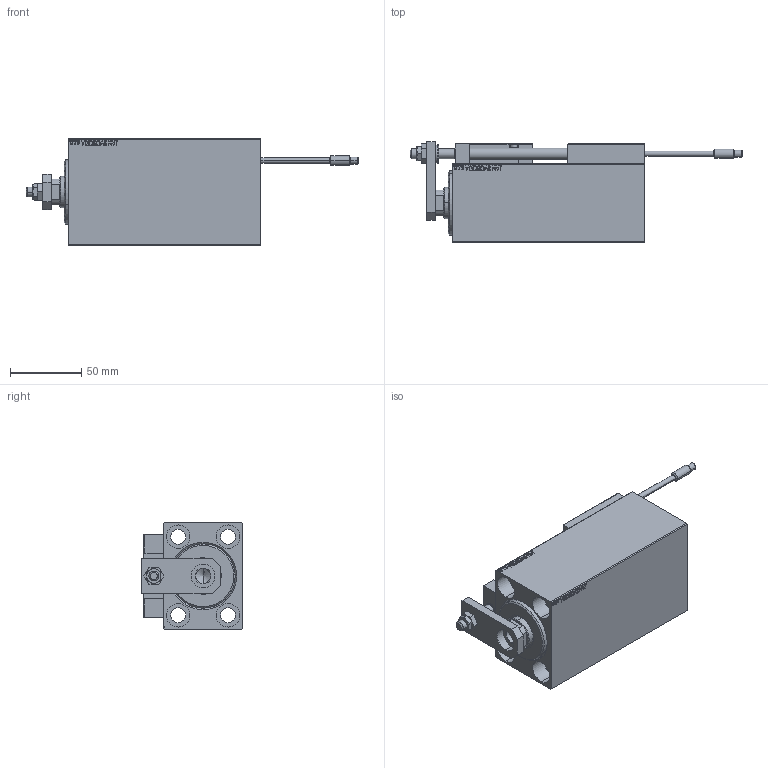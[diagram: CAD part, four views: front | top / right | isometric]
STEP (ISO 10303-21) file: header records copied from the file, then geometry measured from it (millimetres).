
FILE_DESCRIPTION (( 'STEP AP203' ), '1' );
FILE_NAME ('06a3.STEP', '2021-03-19T01:59:58', ( '' ), ( '' ), 'SwSTEP 2.0', 'SolidWorks 2019', '' );
FILE_SCHEMA (( 'CONFIG_CONTROL_DESIGN' ));
Length unit declared in the file: millimetre
Products named in the file (16): V450CM_C_VCP 47517a258535d2a99cc98bd26f0b3799; ALLEN BOLT D8 47517a258535d2a99cc98bd26f0b3799; Block 47517a258535d2a99cc98bd26f0b3799; NUT_D10 47517a258535d2a99cc98bd26f0b3799; SWITCH X 47517a258535d2a99cc98bd26f0b3799; V450CM_VC_B 47517a258535d2a99cc98bd26f0b3799; 06a3; KONCOVKA_Y 47517a258535d2a99cc98bd26f0b3799; NUT_D12 47517a258535d2a99cc98bd26f0b3799; TYC_L79 47517a258535d2a99cc98bd26f0b3799; SWITCH DIM B,W 47517a258535d2a99cc98bd26f0b3799; ALLEN BOLT D5 47517a258535d2a99cc98bd26f0b3799; SWITCH_X_FRONT_BACK 47517a258535d2a99cc98bd26f0b3799; V450CM_C 47517a258535d2a99cc98bd26f0b3799; ZARAZKA 47517a258535d2a99cc98bd26f0b3799; MAGNET 47517a258535d2a99cc98bd26f0b3799
Assembly tree (25 placements, depth 3):
  06a3
    V450CM_C 47517a258535d2a99cc98bd26f0b3799
    SWITCH X 47517a258535d2a99cc98bd26f0b3799
      SWITCH_X_FRONT_BACK 47517a258535d2a99cc98bd26f0b3799  x2
      TYC_L79 47517a258535d2a99cc98bd26f0b3799
      Block 47517a258535d2a99cc98bd26f0b3799  x2
      ALLEN BOLT D5 47517a258535d2a99cc98bd26f0b3799  x4
      ALLEN BOLT D8 47517a258535d2a99cc98bd26f0b3799  x4
      MAGNET 47517a258535d2a99cc98bd26f0b3799  x2
      KONCOVKA_Y 47517a258535d2a99cc98bd26f0b3799  x2
    NUT_D12 47517a258535d2a99cc98bd26f0b3799
    SWITCH DIM B,W 47517a258535d2a99cc98bd26f0b3799
    ZARAZKA 47517a258535d2a99cc98bd26f0b3799
    NUT_D10 47517a258535d2a99cc98bd26f0b3799
    V450CM_C_VCP 47517a258535d2a99cc98bd26f0b3799
    V450CM_VC_B 47517a258535d2a99cc98bd26f0b3799
Bounding box: 232.7 x 70.5 x 75 mm (x, y, z)
Volume: 518772.1 mm3; surface area: 122601.8 mm2
Topology: 24 solids, 24 shells, 1321 faces, 3155 edges, 2012 vertices
Faces by surface type: plane 570, bspline 380, cylinder 198, cone 121, torus 48, sphere 4
Entity records: 51242 total; most frequent: CARTESIAN_POINT 26241, ORIENTED_EDGE 5286, DIRECTION 3592, EDGE_CURVE 2643, VERTEX_POINT 1724, LINE 1510, VECTOR 1510, EDGE_LOOP 1223
